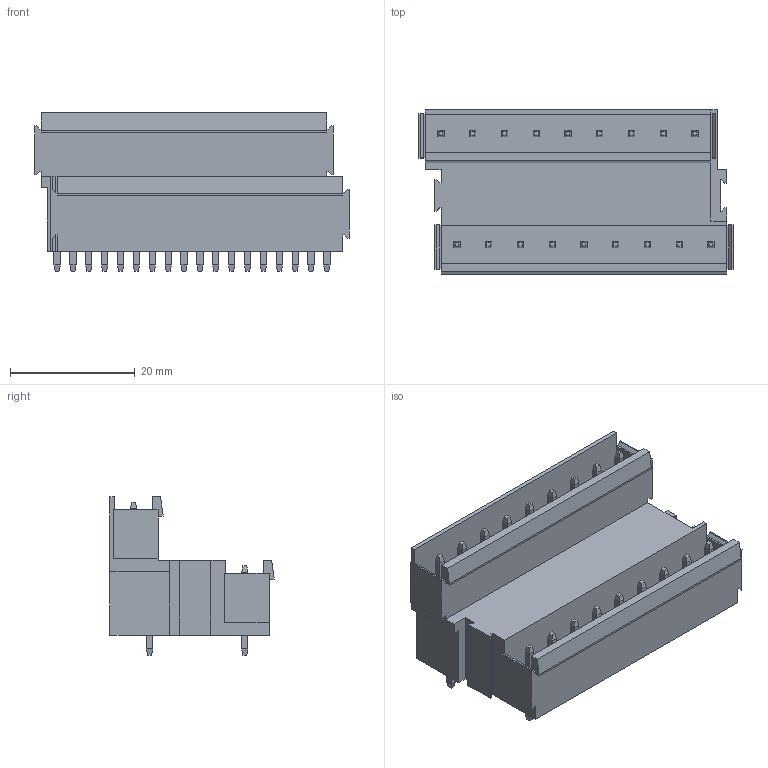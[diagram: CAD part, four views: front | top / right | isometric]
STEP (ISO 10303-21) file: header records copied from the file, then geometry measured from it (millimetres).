
FILE_DESCRIPTION(('CATIA V5 STEP Exchange','CAx-IF Rec.Pracs.--- Model Styling and Organization---1.2---2011-12-15'),'2;1');
FILE_NAME ('D1455004_0_1726810000_1726810000.stp','2018-11-10T05:27:50+00:00',('none'),('Weidmueller'),'CATIA Version 5-6 Release 2014','CATIA V5 STEP AP214','none');
FILE_SCHEMA(('AUTOMOTIVE_DESIGN { 1 0 10303 214 1 1 1 1 }'));
Length unit declared in the file: millimetre
Products named in the file (1): 1726810000
Bounding box: 50.26 x 26.28 x 25.36 mm (x, y, z)
Volume: 13348.2 mm3; surface area: 9184.8 mm2
Topology: 19 solids, 19 shells, 555 faces, 1399 edges, 882 vertices
Faces by surface type: plane 483, cylinder 72
Entity records: 14600 total; most frequent: ORIENTED_EDGE 2798, CARTESIAN_POINT 2669, DIRECTION 1741, EDGE_CURVE 1399, VECTOR 1111, LINE 1111, VERTEX_POINT 882, EDGE_LOOP 591
